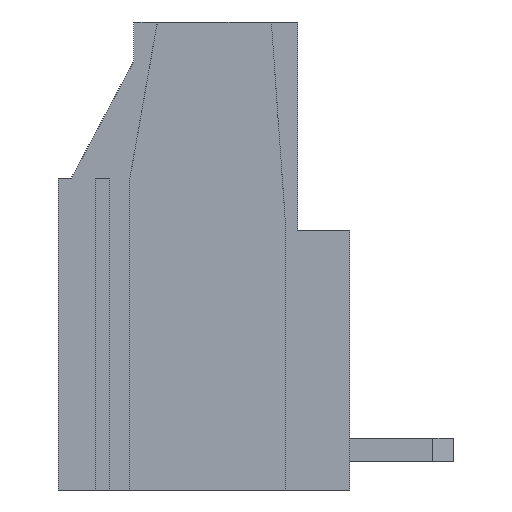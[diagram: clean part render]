
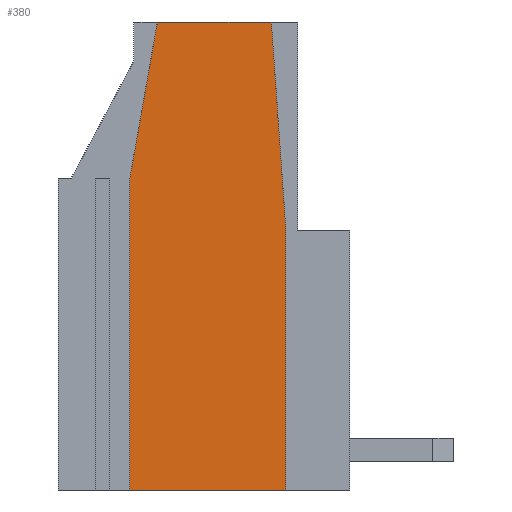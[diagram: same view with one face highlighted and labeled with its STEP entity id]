
A CAD part, front view. The second image highlights one B-rep face of the part: STEP entity #380.
In plain terms, the highlighted planar face has unit normal (0, -1, 0).
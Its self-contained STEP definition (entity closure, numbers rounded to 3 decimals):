
#380 = ADVANCED_FACE( '', ( #792 ), #793, .F. );
#792 = FACE_OUTER_BOUND( '', #1255, .T. );
#793 = PLANE( '', #1256 );
#1255 = EDGE_LOOP( '', ( #2181, #2182, #2183, #2184, #2185, #2186 ) );
#1256 = AXIS2_PLACEMENT_3D( '', #2187, #2188, #2189 );
#2181 = ORIENTED_EDGE( '', *, *, #3326, .T. );
#2182 = ORIENTED_EDGE( '', *, *, #3102, .F. );
#2183 = ORIENTED_EDGE( '', *, *, #3212, .F. );
#2184 = ORIENTED_EDGE( '', *, *, #3327, .T. );
#2185 = ORIENTED_EDGE( '', *, *, #3328, .T. );
#2186 = ORIENTED_EDGE( '', *, *, #3329, .T. );
#2187 = CARTESIAN_POINT( '', ( 3.808, -3., -6.2 ) );
#2188 = DIRECTION( '', ( 0., 1., 0. ) );
#2189 = DIRECTION( '', ( 0., 0., 1. ) );
#3102 = EDGE_CURVE( '', #3805, #3807, #3808, .T. );
#3212 = EDGE_CURVE( '', #3987, #3805, #3989, .T. );
#3326 = EDGE_CURVE( '', #4150, #3807, #4151, .T. );
#3327 = EDGE_CURVE( '', #3987, #4152, #4153, .T. );
#3328 = EDGE_CURVE( '', #4152, #4154, #4155, .T. );
#3329 = EDGE_CURVE( '', #4154, #4150, #4156, .T. );
#3805 = VERTEX_POINT( '', #4803 );
#3807 = VERTEX_POINT( '', #4806 );
#3808 = LINE( '', #4807, #4808 );
#3987 = VERTEX_POINT( '', #5071 );
#3989 = LINE( '', #5074, #5075 );
#4150 = VERTEX_POINT( '', #5318 );
#4151 = LINE( '', #5319, #5320 );
#4152 = VERTEX_POINT( '', #5321 );
#4153 = LINE( '', #5322, #5323 );
#4154 = VERTEX_POINT( '', #5324 );
#4155 = LINE( '', #5325, #5326 );
#4156 = LINE( '', #5327, #5328 );
#4803 = CARTESIAN_POINT( '', ( 2.75, -3., 12. ) );
#4806 = CARTESIAN_POINT( '', ( 3.808, -3., 18. ) );
#4807 = CARTESIAN_POINT( '', ( 2.75, -3., 12. ) );
#4808 = VECTOR( '', #5787, 1000. );
#5071 = CARTESIAN_POINT( '', ( 2.75, -3., 0. ) );
#5074 = CARTESIAN_POINT( '', ( 2.75, -3., 0. ) );
#5075 = VECTOR( '', #5882, 1000. );
#5318 = CARTESIAN_POINT( '', ( 8.191, -3., 18. ) );
#5319 = CARTESIAN_POINT( '', ( 5.35, -3., 18. ) );
#5320 = VECTOR( '', #5977, 1000. );
#5321 = CARTESIAN_POINT( '', ( 8.75, -3., 0. ) );
#5322 = CARTESIAN_POINT( '', ( 5.35, -3., 0. ) );
#5323 = VECTOR( '', #5978, 1000. );
#5324 = CARTESIAN_POINT( '', ( 8.75, -3., 10. ) );
#5325 = CARTESIAN_POINT( '', ( 8.75, -3., 0. ) );
#5326 = VECTOR( '', #5979, 1000. );
#5327 = CARTESIAN_POINT( '', ( 8.75, -3., 10. ) );
#5328 = VECTOR( '', #5980, 1000. );
#5787 = DIRECTION( '', ( 0.174, 0., 0.985 ) );
#5882 = DIRECTION( '', ( 0., 0., 1. ) );
#5977 = DIRECTION( '', ( -1., 0., 0. ) );
#5978 = DIRECTION( '', ( 1., 0., 0. ) );
#5979 = DIRECTION( '', ( 0., 0., 1. ) );
#5980 = DIRECTION( '', ( -0.07, 0., 0.998 ) );
